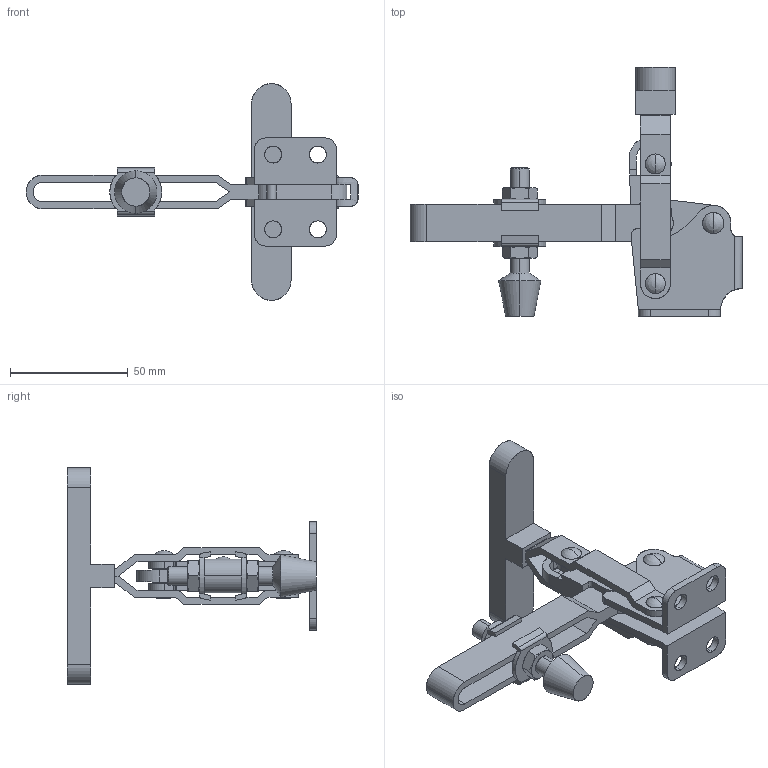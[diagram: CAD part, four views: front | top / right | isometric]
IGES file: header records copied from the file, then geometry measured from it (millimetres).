
Start section: SolidWorks IGES file using analytic representation for surfaces
Global section: file name: 7HGH-12133(簡化).IGS; native system: SolidWorks 2016; preprocessor: SolidWorks 2016; author: LinWei; date: 200429.153959; units: millimetre
Bounding box: 141 x 106 x 92 mm (x, y, z)
Surface area: 38143.5 mm2 (no closed solid volume)
Topology: 0 solids, 0 shells, 295 faces, 4348 edges, 4344 vertices
Faces by surface type: bspline 164, revolution 131
